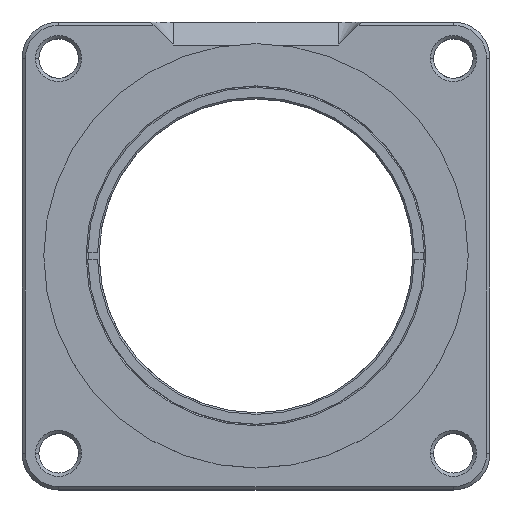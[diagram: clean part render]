
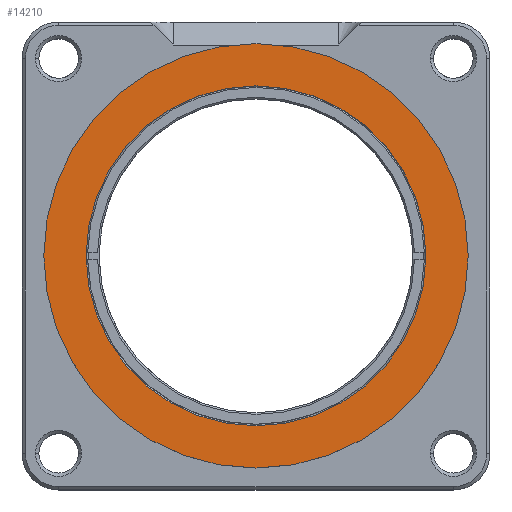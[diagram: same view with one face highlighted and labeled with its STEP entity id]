
A CAD part, top view. The second image highlights one B-rep face of the part: STEP entity #14210.
In plain terms, the highlighted planar face has unit normal (0, 0, 1).
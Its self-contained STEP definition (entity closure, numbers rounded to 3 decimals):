
#191 = CARTESIAN_POINT ( 'NONE',  ( 0., 0., 14.05 ) ) ;
#683 = ORIENTED_EDGE ( 'NONE', *, *, #3616, .F. ) ;
#769 = PLANE ( 'NONE',  #13185 ) ;
#919 = EDGE_LOOP ( 'NONE', ( #9883, #683 ) ) ;
#969 = EDGE_LOOP ( 'NONE', ( #14059, #9967 ) ) ;
#1494 = FACE_OUTER_BOUND ( 'NONE', #919, .T. ) ;
#1842 = EDGE_CURVE ( 'NONE', #4441, #12795, #1974, .T. ) ;
#1974 = CIRCLE ( 'NONE', #12749, 25.827 ) ;
#2434 = CARTESIAN_POINT ( 'NONE',  ( 0., 25.827, 14.05 ) ) ;
#2888 = CIRCLE ( 'NONE', #2993, 32.25 ) ;
#2993 = AXIS2_PLACEMENT_3D ( 'NONE', #13280, #8821, #12113 ) ;
#3226 = CIRCLE ( 'NONE', #4351, 32.25 ) ;
#3616 = EDGE_CURVE ( 'NONE', #5053, #4154, #3226, .T. ) ;
#3715 = CIRCLE ( 'NONE', #7312, 25.827 ) ;
#4154 = VERTEX_POINT ( 'NONE', #8222 ) ;
#4237 = DIRECTION ( 'NONE',  ( 0., 0., -1. ) ) ;
#4295 = DIRECTION ( 'NONE',  ( 0., 1., 0. ) ) ;
#4351 = AXIS2_PLACEMENT_3D ( 'NONE', #12066, #8860, #5531 ) ;
#4441 = VERTEX_POINT ( 'NONE', #2434 ) ;
#5053 = VERTEX_POINT ( 'NONE', #13802 ) ;
#5323 = EDGE_CURVE ( 'NONE', #4154, #5053, #2888, .T. ) ;
#5531 = DIRECTION ( 'NONE',  ( 0., 1., 0. ) ) ;
#7222 = DIRECTION ( 'NONE',  ( 0., 1., 0. ) ) ;
#7312 = AXIS2_PLACEMENT_3D ( 'NONE', #191, #7701, #9810 ) ;
#7701 = DIRECTION ( 'NONE',  ( 0., 0., -1. ) ) ;
#8222 = CARTESIAN_POINT ( 'NONE',  ( 0., -32.25, 14.05 ) ) ;
#8236 = DIRECTION ( 'NONE',  ( 0., 0., -1. ) ) ;
#8821 = DIRECTION ( 'NONE',  ( 0., 0., -1. ) ) ;
#8860 = DIRECTION ( 'NONE',  ( 0., 0., -1. ) ) ;
#9778 = EDGE_CURVE ( 'NONE', #12795, #4441, #3715, .T. ) ;
#9810 = DIRECTION ( 'NONE',  ( 0., 1., 0. ) ) ;
#9883 = ORIENTED_EDGE ( 'NONE', *, *, #5323, .F. ) ;
#9967 = ORIENTED_EDGE ( 'NONE', *, *, #1842, .T. ) ;
#10685 = FACE_BOUND ( 'NONE', #969, .T. ) ;
#10908 = CARTESIAN_POINT ( 'NONE',  ( 0., 0., 14.05 ) ) ;
#12066 = CARTESIAN_POINT ( 'NONE',  ( 0., 0., 14.05 ) ) ;
#12113 = DIRECTION ( 'NONE',  ( 0., 1., 0. ) ) ;
#12614 = CARTESIAN_POINT ( 'NONE',  ( 0., -25.827, 14.05 ) ) ;
#12749 = AXIS2_PLACEMENT_3D ( 'NONE', #10908, #4237, #4295 ) ;
#12795 = VERTEX_POINT ( 'NONE', #12614 ) ;
#13185 = AXIS2_PLACEMENT_3D ( 'NONE', #13744, #8236, #7222 ) ;
#13280 = CARTESIAN_POINT ( 'NONE',  ( 0., 0., 14.05 ) ) ;
#13744 = CARTESIAN_POINT ( 'NONE',  ( 0., 0., 14.05 ) ) ;
#13802 = CARTESIAN_POINT ( 'NONE',  ( 0., 32.25, 14.05 ) ) ;
#14059 = ORIENTED_EDGE ( 'NONE', *, *, #9778, .T. ) ;
#14210 = ADVANCED_FACE ( 'NONE', ( #10685, #1494 ), #769, .F. ) ;
